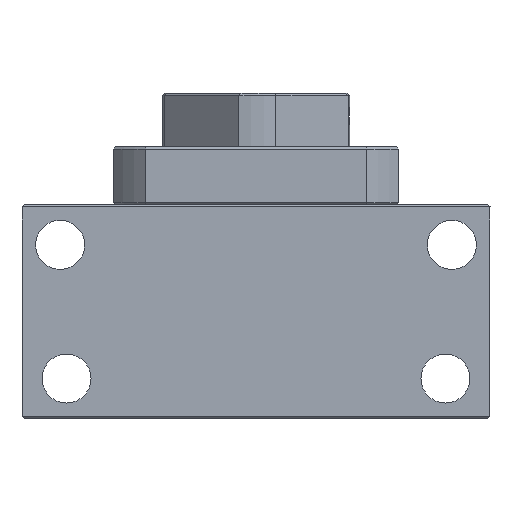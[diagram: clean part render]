
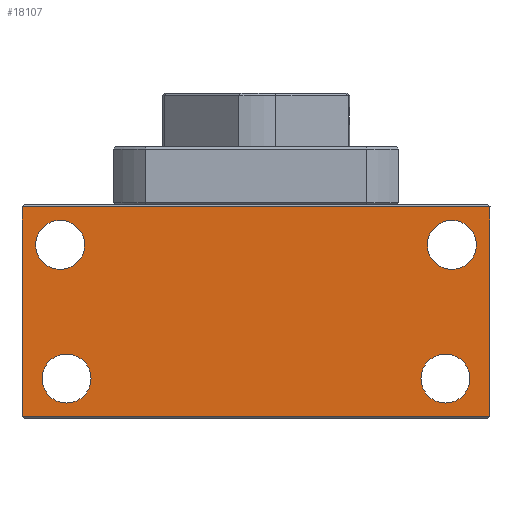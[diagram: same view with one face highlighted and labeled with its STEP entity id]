
A CAD part, front view. The second image highlights one B-rep face of the part: STEP entity #18107.
In plain terms, the highlighted planar face has unit normal (0, 1, 0).
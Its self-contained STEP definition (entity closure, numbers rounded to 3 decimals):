
#30 = EDGE_LOOP ( 'NONE', ( #12348, #21981 ) ) ;
#299 = DIRECTION ( 'NONE',  ( 0., -1., 0. ) ) ;
#511 = VECTOR ( 'NONE', #9764, 1000. ) ;
#698 = ORIENTED_EDGE ( 'NONE', *, *, #15751, .T. ) ;
#976 = ORIENTED_EDGE ( 'NONE', *, *, #10830, .T. ) ;
#1197 = EDGE_LOOP ( 'NONE', ( #976, #698 ) ) ;
#1301 = CARTESIAN_POINT ( 'NONE',  ( 63.879, -32.298, -9.5 ) ) ;
#1475 = FACE_OUTER_BOUND ( 'NONE', #20493, .T. ) ;
#1967 = CARTESIAN_POINT ( 'NONE',  ( 65.308, -32.298, 15. ) ) ;
#2220 = DIRECTION ( 'NONE',  ( 0., -1., 0. ) ) ;
#2523 = CARTESIAN_POINT ( 'NONE',  ( -21.121, -32.298, -15. ) ) ;
#2541 = VERTEX_POINT ( 'NONE', #21742 ) ;
#2775 = CARTESIAN_POINT ( 'NONE',  ( -21.121, -32.298, -9.5 ) ) ;
#2870 = DIRECTION ( 'NONE',  ( 0., -1., 0. ) ) ;
#2900 = EDGE_CURVE ( 'NONE', #26640, #3884, #8410, .T. ) ;
#2929 = AXIS2_PLACEMENT_3D ( 'NONE', #10979, #19317, #15236 ) ;
#2983 = EDGE_LOOP ( 'NONE', ( #15791, #19533 ) ) ;
#3884 = VERTEX_POINT ( 'NONE', #1301 ) ;
#3899 = DIRECTION ( 'NONE',  ( 0., -1., 0. ) ) ;
#4314 = DIRECTION ( 'NONE',  ( 0., 0., 1. ) ) ;
#4433 = DIRECTION ( 'NONE',  ( 0., 0., 1. ) ) ;
#4460 = CARTESIAN_POINT ( 'NONE',  ( -22.549, -32.298, 9.5 ) ) ;
#4617 = CARTESIAN_POINT ( 'NONE',  ( -31.121, -32.298, 0. ) ) ;
#4683 = VECTOR ( 'NONE', #4433, 1000. ) ;
#4882 = CIRCLE ( 'NONE', #8255, 5.5 ) ;
#5258 = VECTOR ( 'NONE', #9777, 1000. ) ;
#5930 = DIRECTION ( 'NONE',  ( 0., 0., 1. ) ) ;
#6626 = DIRECTION ( 'NONE',  ( 0., 0., 1. ) ) ;
#6954 = DIRECTION ( 'NONE',  ( 0., 0., 1. ) ) ;
#6973 = FACE_BOUND ( 'NONE', #1197, .T. ) ;
#7628 = VERTEX_POINT ( 'NONE', #16355 ) ;
#7843 = CARTESIAN_POINT ( 'NONE',  ( -31.121, -32.298, -23.5 ) ) ;
#8144 = AXIS2_PLACEMENT_3D ( 'NONE', #16587, #18644, #5930 ) ;
#8255 = AXIS2_PLACEMENT_3D ( 'NONE', #1967, #2220, #14337 ) ;
#8392 = DIRECTION ( 'NONE',  ( 0., -1., 0. ) ) ;
#8410 = CIRCLE ( 'NONE', #12685, 5.5 ) ;
#9187 = AXIS2_PLACEMENT_3D ( 'NONE', #16854, #25860, #13368 ) ;
#9764 = DIRECTION ( 'NONE',  ( 1., 0., 0. ) ) ;
#9777 = DIRECTION ( 'NONE',  ( -1., 0., 0. ) ) ;
#10020 = DIRECTION ( 'NONE',  ( 0., 1., 0. ) ) ;
#10106 = CARTESIAN_POINT ( 'NONE',  ( -22.549, -32.298, 20.5 ) ) ;
#10190 = PLANE ( 'NONE',  #13812 ) ;
#10216 = FACE_BOUND ( 'NONE', #25891, .T. ) ;
#10830 = EDGE_CURVE ( 'NONE', #18790, #7628, #17002, .T. ) ;
#10979 = CARTESIAN_POINT ( 'NONE',  ( 65.308, -32.298, 15. ) ) ;
#11282 = CARTESIAN_POINT ( 'NONE',  ( 21.379, -32.298, 23.5 ) ) ;
#11293 = EDGE_CURVE ( 'NONE', #13361, #14038, #14040, .T. ) ;
#11328 = CARTESIAN_POINT ( 'NONE',  ( 65.308, -32.298, 20.5 ) ) ;
#12348 = ORIENTED_EDGE ( 'NONE', *, *, #26722, .T. ) ;
#12392 = VECTOR ( 'NONE', #21722, 1000. ) ;
#12685 = AXIS2_PLACEMENT_3D ( 'NONE', #20974, #8392, #4314 ) ;
#13164 = VERTEX_POINT ( 'NONE', #10106 ) ;
#13356 = LINE ( 'NONE', #4617, #4683 ) ;
#13361 = VERTEX_POINT ( 'NONE', #18736 ) ;
#13368 = DIRECTION ( 'NONE',  ( 0., 0., 1. ) ) ;
#13812 = AXIS2_PLACEMENT_3D ( 'NONE', #7843, #10020, #24628 ) ;
#13908 = CARTESIAN_POINT ( 'NONE',  ( 73.879, -32.298, 23.5 ) ) ;
#14038 = VERTEX_POINT ( 'NONE', #2775 ) ;
#14040 = CIRCLE ( 'NONE', #16653, 5.5 ) ;
#14099 = EDGE_CURVE ( 'NONE', #15148, #2541, #21851, .T. ) ;
#14337 = DIRECTION ( 'NONE',  ( 0., 0., 1. ) ) ;
#14338 = CIRCLE ( 'NONE', #9187, 5.5 ) ;
#15001 = EDGE_CURVE ( 'NONE', #13164, #16299, #16890, .T. ) ;
#15148 = VERTEX_POINT ( 'NONE', #13908 ) ;
#15236 = DIRECTION ( 'NONE',  ( 0., 0., 1. ) ) ;
#15751 = EDGE_CURVE ( 'NONE', #7628, #18790, #4882, .T. ) ;
#15791 = ORIENTED_EDGE ( 'NONE', *, *, #26850, .T. ) ;
#16112 = ORIENTED_EDGE ( 'NONE', *, *, #19401, .T. ) ;
#16299 = VERTEX_POINT ( 'NONE', #4460 ) ;
#16355 = CARTESIAN_POINT ( 'NONE',  ( 65.308, -32.298, 9.5 ) ) ;
#16395 = CARTESIAN_POINT ( 'NONE',  ( -22.549, -32.298, 15. ) ) ;
#16587 = CARTESIAN_POINT ( 'NONE',  ( 63.879, -32.298, -15. ) ) ;
#16653 = AXIS2_PLACEMENT_3D ( 'NONE', #2523, #2870, #6954 ) ;
#16854 = CARTESIAN_POINT ( 'NONE',  ( -21.121, -32.298, -15. ) ) ;
#16890 = CIRCLE ( 'NONE', #20706, 5.5 ) ;
#17002 = CIRCLE ( 'NONE', #2929, 5.5 ) ;
#17715 = CIRCLE ( 'NONE', #20667, 5.5 ) ;
#17935 = CIRCLE ( 'NONE', #8144, 5.5 ) ;
#18107 = ADVANCED_FACE ( 'NONE', ( #22858, #6973, #10216, #22209, #1475 ), #10190, .T. ) ;
#18166 = ORIENTED_EDGE ( 'NONE', *, *, #21445, .T. ) ;
#18343 = EDGE_CURVE ( 'NONE', #20533, #24052, #13356, .T. ) ;
#18522 = ORIENTED_EDGE ( 'NONE', *, *, #18343, .T. ) ;
#18644 = DIRECTION ( 'NONE',  ( 0., -1., 0. ) ) ;
#18736 = CARTESIAN_POINT ( 'NONE',  ( -21.121, -32.298, -20.5 ) ) ;
#18790 = VERTEX_POINT ( 'NONE', #11328 ) ;
#19317 = DIRECTION ( 'NONE',  ( 0., -1., 0. ) ) ;
#19401 = EDGE_CURVE ( 'NONE', #2541, #20533, #21470, .T. ) ;
#19533 = ORIENTED_EDGE ( 'NONE', *, *, #11293, .T. ) ;
#20493 = EDGE_LOOP ( 'NONE', ( #22079, #20845, #16112, #18522 ) ) ;
#20533 = VERTEX_POINT ( 'NONE', #26116 ) ;
#20667 = AXIS2_PLACEMENT_3D ( 'NONE', #16395, #3899, #24761 ) ;
#20706 = AXIS2_PLACEMENT_3D ( 'NONE', #25323, #299, #6626 ) ;
#20845 = ORIENTED_EDGE ( 'NONE', *, *, #14099, .T. ) ;
#20974 = CARTESIAN_POINT ( 'NONE',  ( 63.879, -32.298, -15. ) ) ;
#21445 = EDGE_CURVE ( 'NONE', #16299, #13164, #17715, .T. ) ;
#21470 = LINE ( 'NONE', #22195, #5258 ) ;
#21722 = DIRECTION ( 'NONE',  ( 0., 0., -1. ) ) ;
#21742 = CARTESIAN_POINT ( 'NONE',  ( 73.879, -32.298, -23.5 ) ) ;
#21743 = CARTESIAN_POINT ( 'NONE',  ( -31.121, -32.298, 23.5 ) ) ;
#21851 = LINE ( 'NONE', #26180, #12392 ) ;
#21981 = ORIENTED_EDGE ( 'NONE', *, *, #2900, .T. ) ;
#22079 = ORIENTED_EDGE ( 'NONE', *, *, #25217, .T. ) ;
#22195 = CARTESIAN_POINT ( 'NONE',  ( 21.379, -32.298, -23.5 ) ) ;
#22209 = FACE_BOUND ( 'NONE', #2983, .T. ) ;
#22858 = FACE_BOUND ( 'NONE', #30, .T. ) ;
#24052 = VERTEX_POINT ( 'NONE', #21743 ) ;
#24628 = DIRECTION ( 'NONE',  ( 0., 0., 1. ) ) ;
#24761 = DIRECTION ( 'NONE',  ( 0., 0., 1. ) ) ;
#25217 = EDGE_CURVE ( 'NONE', #24052, #15148, #26798, .T. ) ;
#25262 = ORIENTED_EDGE ( 'NONE', *, *, #15001, .T. ) ;
#25323 = CARTESIAN_POINT ( 'NONE',  ( -22.549, -32.298, 15. ) ) ;
#25860 = DIRECTION ( 'NONE',  ( 0., -1., 0. ) ) ;
#25891 = EDGE_LOOP ( 'NONE', ( #25262, #18166 ) ) ;
#26116 = CARTESIAN_POINT ( 'NONE',  ( -31.121, -32.298, -23.5 ) ) ;
#26180 = CARTESIAN_POINT ( 'NONE',  ( 73.879, -32.298, 0. ) ) ;
#26640 = VERTEX_POINT ( 'NONE', #26782 ) ;
#26722 = EDGE_CURVE ( 'NONE', #3884, #26640, #17935, .T. ) ;
#26782 = CARTESIAN_POINT ( 'NONE',  ( 63.879, -32.298, -20.5 ) ) ;
#26798 = LINE ( 'NONE', #11282, #511 ) ;
#26850 = EDGE_CURVE ( 'NONE', #14038, #13361, #14338, .T. ) ;
